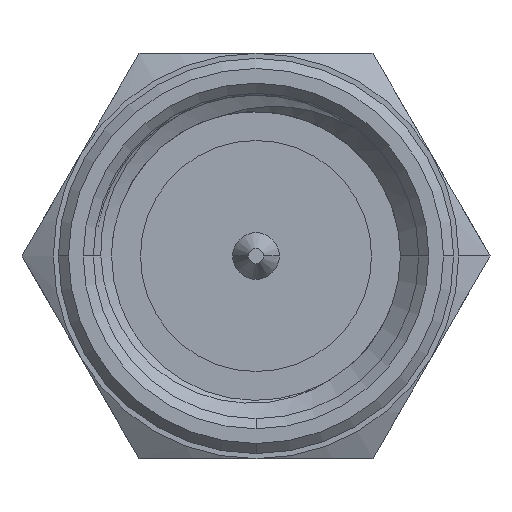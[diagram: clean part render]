
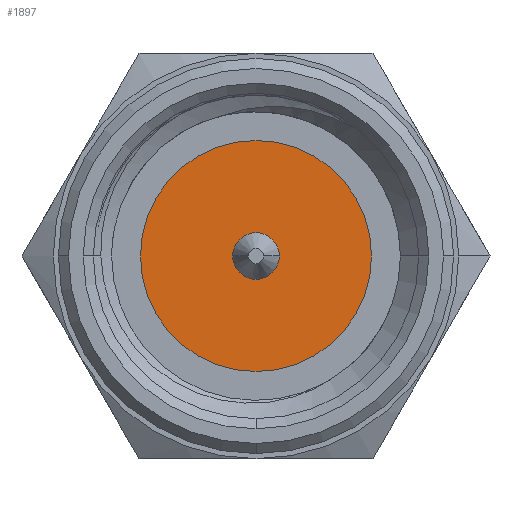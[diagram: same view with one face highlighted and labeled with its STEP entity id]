
A CAD part, left-side view. The second image highlights one B-rep face of the part: STEP entity #1897.
In plain terms, the highlighted planar face has unit normal (-1, 0, 0).
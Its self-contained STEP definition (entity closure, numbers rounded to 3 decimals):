
#159 = CARTESIAN_POINT ( 'NONE',  ( 3., 0., 0. ) ) ;
#168 = EDGE_CURVE ( 'NONE', #3361, #1847, #3882, .T. ) ;
#222 = AXIS2_PLACEMENT_3D ( 'NONE', #2510, #3958, #1391 ) ;
#536 = AXIS2_PLACEMENT_3D ( 'NONE', #2863, #1072, #1803 ) ;
#549 = DIRECTION ( 'NONE',  ( -1., 0., 0. ) ) ;
#561 = EDGE_LOOP ( 'NONE', ( #3104, #3432 ) ) ;
#580 = CARTESIAN_POINT ( 'NONE',  ( 3., 0., 0. ) ) ;
#622 = EDGE_CURVE ( 'NONE', #3778, #3352, #4317, .T. ) ;
#782 = ORIENTED_EDGE ( 'NONE', *, *, #4709, .F. ) ;
#987 = CARTESIAN_POINT ( 'NONE',  ( 3., 0., 0. ) ) ;
#1002 = ORIENTED_EDGE ( 'NONE', *, *, #168, .F. ) ;
#1041 = AXIS2_PLACEMENT_3D ( 'NONE', #580, #1311, #2065 ) ;
#1072 = DIRECTION ( 'NONE',  ( -1., 0., 0. ) ) ;
#1311 = DIRECTION ( 'NONE',  ( -1., 0., 0. ) ) ;
#1391 = DIRECTION ( 'NONE',  ( 0., 1., 0. ) ) ;
#1636 = DIRECTION ( 'NONE',  ( 0., 0., 1. ) ) ;
#1803 = DIRECTION ( 'NONE',  ( 0., 1., 0. ) ) ;
#1842 = AXIS2_PLACEMENT_3D ( 'NONE', #159, #549, #1636 ) ;
#1847 = VERTEX_POINT ( 'NONE', #3912 ) ;
#1897 = ADVANCED_FACE ( 'NONE', ( #2389, #4200 ), #2817, .T. ) ;
#2065 = DIRECTION ( 'NONE',  ( 0., 1., 0. ) ) ;
#2386 = AXIS2_PLACEMENT_3D ( 'NONE', #987, #3623, #2849 ) ;
#2389 = FACE_BOUND ( 'NONE', #3911, .T. ) ;
#2510 = CARTESIAN_POINT ( 'NONE',  ( 3., 0., 0. ) ) ;
#2817 = PLANE ( 'NONE',  #1842 ) ;
#2849 = DIRECTION ( 'NONE',  ( 0., -1., 0. ) ) ;
#2863 = CARTESIAN_POINT ( 'NONE',  ( 3., 0., 0. ) ) ;
#2998 = CIRCLE ( 'NONE', #2386, 0.46 ) ;
#3104 = ORIENTED_EDGE ( 'NONE', *, *, #4196, .T. ) ;
#3229 = CIRCLE ( 'NONE', #536, 2.28 ) ;
#3352 = VERTEX_POINT ( 'NONE', #4254 ) ;
#3361 = VERTEX_POINT ( 'NONE', #4297 ) ;
#3432 = ORIENTED_EDGE ( 'NONE', *, *, #622, .F. ) ;
#3581 = CARTESIAN_POINT ( 'NONE',  ( 3., 2.28, 0. ) ) ;
#3623 = DIRECTION ( 'NONE',  ( -1., 0., 0. ) ) ;
#3778 = VERTEX_POINT ( 'NONE', #3581 ) ;
#3882 = CIRCLE ( 'NONE', #1041, 0.46 ) ;
#3911 = EDGE_LOOP ( 'NONE', ( #782, #1002 ) ) ;
#3912 = CARTESIAN_POINT ( 'NONE',  ( 3., -0.46, 0. ) ) ;
#3958 = DIRECTION ( 'NONE',  ( 1., 0., 0. ) ) ;
#4196 = EDGE_CURVE ( 'NONE', #3778, #3352, #3229, .T. ) ;
#4200 = FACE_OUTER_BOUND ( 'NONE', #561, .T. ) ;
#4254 = CARTESIAN_POINT ( 'NONE',  ( 3., -2.28, 0. ) ) ;
#4297 = CARTESIAN_POINT ( 'NONE',  ( 3., 0.46, 0. ) ) ;
#4317 = CIRCLE ( 'NONE', #222, 2.28 ) ;
#4709 = EDGE_CURVE ( 'NONE', #1847, #3361, #2998, .T. ) ;
